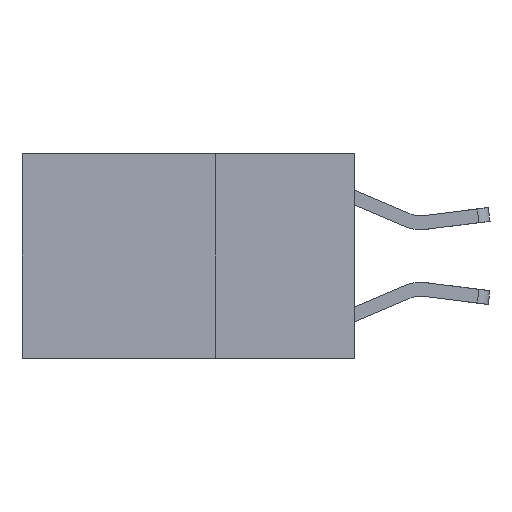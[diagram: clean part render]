
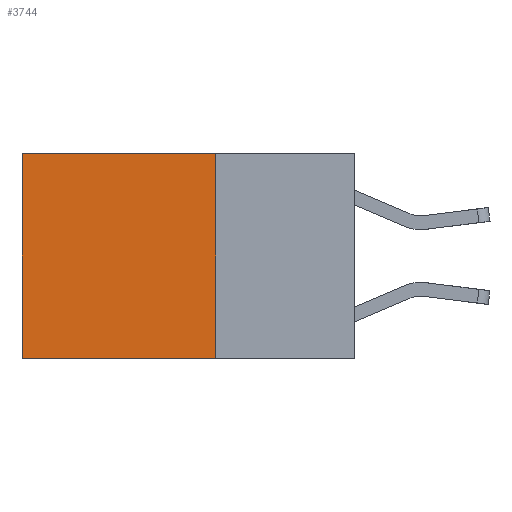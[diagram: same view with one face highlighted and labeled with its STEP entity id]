
A CAD part, left-side view. The second image highlights one B-rep face of the part: STEP entity #3744.
In plain terms, the highlighted planar face has unit normal (-1, 0, 0).
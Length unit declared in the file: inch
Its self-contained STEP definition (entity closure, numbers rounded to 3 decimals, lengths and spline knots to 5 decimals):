
#150 = LINE ( 'NONE', #2922, #7326 ) ;
#438 = ORIENTED_EDGE ( 'NONE', *, *, #6552, .F. ) ;
#2052 = FACE_OUTER_BOUND ( 'NONE', #4758, .T. ) ;
#2167 = VECTOR ( 'NONE', #7687, 39.37008 ) ;
#2295 = CARTESIAN_POINT ( 'NONE',  ( 0.2625, 0.6, -0.37 ) ) ;
#2398 = LINE ( 'NONE', #8710, #2167 ) ;
#2633 = VERTEX_POINT ( 'NONE', #5474 ) ;
#2922 = CARTESIAN_POINT ( 'NONE',  ( 0.2625, 0.25, 0. ) ) ;
#3254 = VERTEX_POINT ( 'NONE', #9216 ) ;
#3255 = ORIENTED_EDGE ( 'NONE', *, *, #6272, .T. ) ;
#3550 = LINE ( 'NONE', #7770, #7271 ) ;
#3744 = ADVANCED_FACE ( 'NONE', ( #2052 ), #8583, .F. ) ;
#3862 = EDGE_CURVE ( 'NONE', #2633, #4396, #2398, .T. ) ;
#4210 = CARTESIAN_POINT ( 'NONE',  ( 0.2625, 0.25, -0.37 ) ) ;
#4354 = VECTOR ( 'NONE', #9121, 39.37008 ) ;
#4396 = VERTEX_POINT ( 'NONE', #2295 ) ;
#4460 = ORIENTED_EDGE ( 'NONE', *, *, #8599, .F. ) ;
#4580 = LINE ( 'NONE', #6325, #4354 ) ;
#4758 = EDGE_LOOP ( 'NONE', ( #4803, #4460, #438, #3255 ) ) ;
#4803 = ORIENTED_EDGE ( 'NONE', *, *, #3862, .T. ) ;
#4875 = DIRECTION ( 'NONE',  ( 0., 0., -1. ) ) ;
#5384 = AXIS2_PLACEMENT_3D ( 'NONE', #8676, #9338, #9405 ) ;
#5474 = CARTESIAN_POINT ( 'NONE',  ( 0.2625, 0.6, 0. ) ) ;
#6272 = EDGE_CURVE ( 'NONE', #3254, #2633, #150, .T. ) ;
#6325 = CARTESIAN_POINT ( 'NONE',  ( 0.2625, 0.25, -0.37 ) ) ;
#6552 = EDGE_CURVE ( 'NONE', #3254, #8175, #3550, .T. ) ;
#7271 = VECTOR ( 'NONE', #4875, 39.37008 ) ;
#7326 = VECTOR ( 'NONE', #8780, 39.37008 ) ;
#7687 = DIRECTION ( 'NONE',  ( 0., 0., -1. ) ) ;
#7770 = CARTESIAN_POINT ( 'NONE',  ( 0.2625, 0.25, 0. ) ) ;
#8175 = VERTEX_POINT ( 'NONE', #4210 ) ;
#8583 = PLANE ( 'NONE',  #5384 ) ;
#8599 = EDGE_CURVE ( 'NONE', #8175, #4396, #4580, .T. ) ;
#8676 = CARTESIAN_POINT ( 'NONE',  ( 0.2625, 0.25, 0. ) ) ;
#8710 = CARTESIAN_POINT ( 'NONE',  ( 0.2625, 0.6, 0. ) ) ;
#8780 = DIRECTION ( 'NONE',  ( 0., 1., 0. ) ) ;
#9121 = DIRECTION ( 'NONE',  ( 0., 1., 0. ) ) ;
#9216 = CARTESIAN_POINT ( 'NONE',  ( 0.2625, 0.25, 0. ) ) ;
#9338 = DIRECTION ( 'NONE',  ( 1., 0., 0. ) ) ;
#9405 = DIRECTION ( 'NONE',  ( 0., 0., -1. ) ) ;
